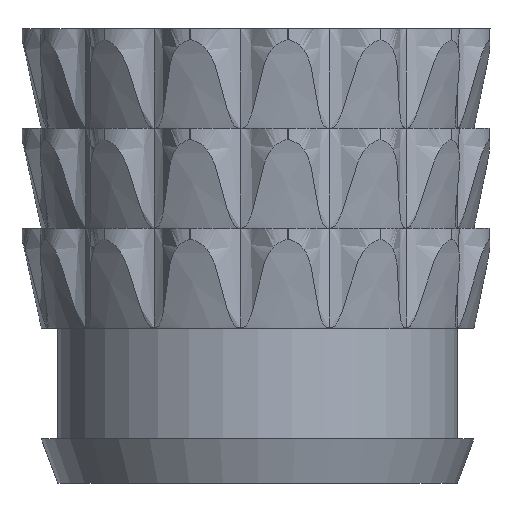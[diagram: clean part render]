
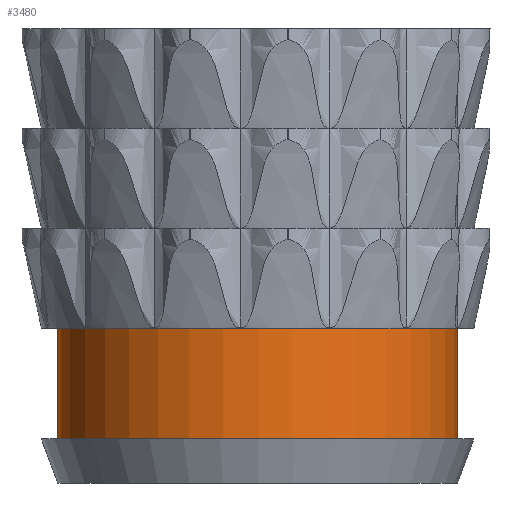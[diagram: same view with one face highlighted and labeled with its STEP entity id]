
A CAD part, left-side view. The second image highlights one B-rep face of the part: STEP entity #3480.
In plain terms, the highlighted cylindrical face has radius 1.8 mm (diameter 3.6 mm), a full revolution.
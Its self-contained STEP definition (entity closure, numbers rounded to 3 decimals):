
#441=FACE_OUTER_BOUND('',#683,.T.);
#683=EDGE_LOOP('',(#3097,#3098,#3099,#3100));
#854=CIRCLE('',#3801,1.8);
#855=CIRCLE('',#3803,1.8);
#1190=LINE('',#15790,#1344);
#1344=VECTOR('',#4535,1.8);
#1636=VERTEX_POINT('',#15785);
#1637=VERTEX_POINT('',#15788);
#2149=EDGE_CURVE('',#1636,#1636,#854,.T.);
#2150=EDGE_CURVE('',#1637,#1637,#855,.T.);
#2151=EDGE_CURVE('',#1637,#1636,#1190,.T.);
#3097=ORIENTED_EDGE('',*,*,#2150,.F.);
#3098=ORIENTED_EDGE('',*,*,#2151,.T.);
#3099=ORIENTED_EDGE('',*,*,#2149,.T.);
#3100=ORIENTED_EDGE('',*,*,#2151,.F.);
#3255=CYLINDRICAL_SURFACE('',#3802,1.8);
#3480=ADVANCED_FACE('',(#441),#3255,.T.);
#3801=AXIS2_PLACEMENT_3D('',#15786,#4529,#4530);
#3802=AXIS2_PLACEMENT_3D('',#15787,#4531,#4532);
#3803=AXIS2_PLACEMENT_3D('',#15789,#4533,#4534);
#4529=DIRECTION('center_axis',(0.,0.,1.));
#4530=DIRECTION('ref_axis',(1.,0.,0.));
#4531=DIRECTION('center_axis',(0.,0.,1.));
#4532=DIRECTION('ref_axis',(1.,0.,0.));
#4533=DIRECTION('center_axis',(0.,0.,1.));
#4534=DIRECTION('ref_axis',(1.,0.,0.));
#4535=DIRECTION('',(0.,0.,-1.));
#15785=CARTESIAN_POINT('',(-1.8,0.,-1.));
#15786=CARTESIAN_POINT('Origin',(0.,0.,-1.));
#15787=CARTESIAN_POINT('Origin',(0.,0.,-0.5));
#15788=CARTESIAN_POINT('',(-1.8,0.,0.));
#15789=CARTESIAN_POINT('Origin',(0.,0.,0.));
#15790=CARTESIAN_POINT('',(-1.8,0.,-0.5));
